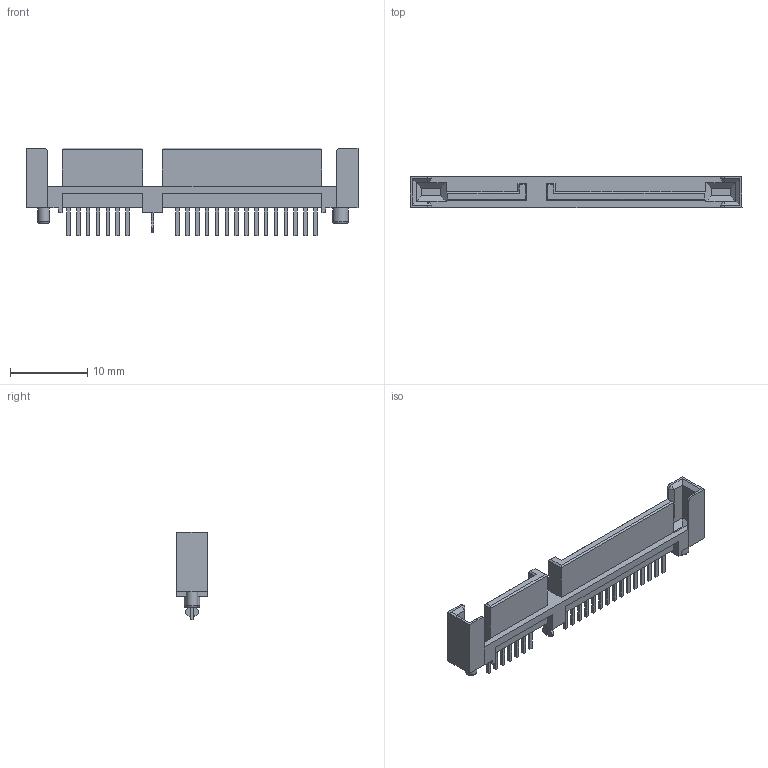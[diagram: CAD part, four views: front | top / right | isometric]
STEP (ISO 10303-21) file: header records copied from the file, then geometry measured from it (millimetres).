
FILE_DESCRIPTION(/* description */ ('','CAx-IF Rec.Pracs.---Representation and Presentation of Product Manufacturing Information (PMI)---4.0---2014-10-13'),/* implementation_level */ '2;1');
FILE_NAME(/* name */ 'SATA Male.step',/* time_stamp */ '2025-02-13T22:00:53-08:00',/* author */ (''),/* organization */ (''),/* preprocessor_version */ 'ST-DEVELOPER v20',/* originating_system */ 'Autodesk Translation Framework v13.20.0.188',/* authorisation */ '');
FILE_SCHEMA (('AP242_MANAGED_MODEL_BASED_3D_ENGINEERING_MIM_LF { 1 0 10303 442 1 1 4 }'));
Length unit declared in the file: millimetre
Products named in the file (1): SATA Male
Bounding box: 42.85 x 4 x 11.3 mm (x, y, z)
Volume: 630.9 mm3; surface area: 1607.2 mm2
Topology: 47 solids, 47 shells, 567 faces, 1357 edges, 882 vertices
Faces by surface type: plane 463, cylinder 94, cone 4, bspline 4, torus 2
Full cylindrical faces by diameter (mm): 1.5 x1, 2 x1
Entity records: 16285 total; most frequent: CARTESIAN_POINT 2959, ORIENTED_EDGE 2706, DIRECTION 2667, EDGE_CURVE 1353, LINE 1151, VECTOR 1151, VERTEX_POINT 882, AXIS2_PLACEMENT_3D 758
